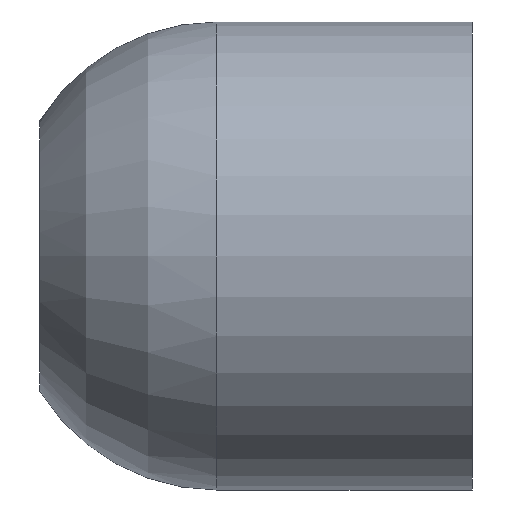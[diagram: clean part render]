
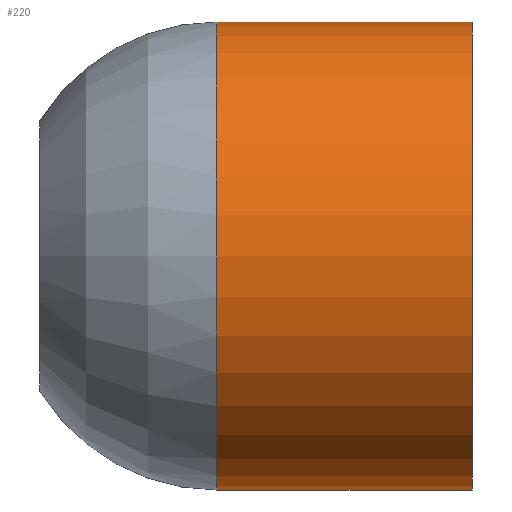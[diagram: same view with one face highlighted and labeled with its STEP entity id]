
A CAD part, left-side view. The second image highlights one B-rep face of the part: STEP entity #220.
In plain terms, the highlighted cylindrical face has radius 27.5 mm (diameter 55 mm), a partial arc.
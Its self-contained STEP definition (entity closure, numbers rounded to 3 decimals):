
#2 = ORIENTED_EDGE ( 'NONE', *, *, #310, .T. ) ;
#3 = CARTESIAN_POINT ( 'NONE',  ( 0., 0., 0. ) ) ;
#4 = ORIENTED_EDGE ( 'NONE', *, *, #139, .F. ) ;
#11 = VERTEX_POINT ( 'NONE', #258 ) ;
#24 = LINE ( 'NONE', #279, #47 ) ;
#27 = EDGE_LOOP ( 'NONE', ( #4, #2, #246, #123 ) ) ;
#47 = VECTOR ( 'NONE', #54, 1000. ) ;
#49 = CIRCLE ( 'NONE', #275, 27.5 ) ;
#54 = DIRECTION ( 'NONE',  ( 0., -1., 0. ) ) ;
#57 = CARTESIAN_POINT ( 'NONE',  ( 0., 0., 0. ) ) ;
#61 = CARTESIAN_POINT ( 'NONE',  ( 0., 30., 27.5 ) ) ;
#71 = AXIS2_PLACEMENT_3D ( 'NONE', #3, #169, #164 ) ;
#101 = CIRCLE ( 'NONE', #177, 27.5 ) ;
#123 = ORIENTED_EDGE ( 'NONE', *, *, #162, .F. ) ;
#129 = VERTEX_POINT ( 'NONE', #294 ) ;
#134 = CARTESIAN_POINT ( 'NONE',  ( 0., 0., -27.5 ) ) ;
#137 = CARTESIAN_POINT ( 'NONE',  ( 0., 0., -27.5 ) ) ;
#139 = EDGE_CURVE ( 'NONE', #283, #129, #24, .T. ) ;
#153 = EDGE_CURVE ( 'NONE', #11, #299, #322, .T. ) ;
#162 = EDGE_CURVE ( 'NONE', #129, #299, #101, .T. ) ;
#164 = DIRECTION ( 'NONE',  ( 0., 0., -1. ) ) ;
#169 = DIRECTION ( 'NONE',  ( 0., -1., 0. ) ) ;
#177 = AXIS2_PLACEMENT_3D ( 'NONE', #57, #324, #186 ) ;
#186 = DIRECTION ( 'NONE',  ( 0., 0., -1. ) ) ;
#191 = DIRECTION ( 'NONE',  ( 0., -1., 0. ) ) ;
#192 = VECTOR ( 'NONE', #248, 1000. ) ;
#220 = ADVANCED_FACE ( 'NONE', ( #243 ), #296, .T. ) ;
#243 = FACE_OUTER_BOUND ( 'NONE', #27, .T. ) ;
#246 = ORIENTED_EDGE ( 'NONE', *, *, #153, .T. ) ;
#248 = DIRECTION ( 'NONE',  ( 0., -1., 0. ) ) ;
#258 = CARTESIAN_POINT ( 'NONE',  ( 0., 30., -27.5 ) ) ;
#275 = AXIS2_PLACEMENT_3D ( 'NONE', #352, #191, #298 ) ;
#279 = CARTESIAN_POINT ( 'NONE',  ( 0., 0., 27.5 ) ) ;
#283 = VERTEX_POINT ( 'NONE', #61 ) ;
#294 = CARTESIAN_POINT ( 'NONE',  ( 0., 0., 27.5 ) ) ;
#296 = CYLINDRICAL_SURFACE ( 'NONE', #71, 27.5 ) ;
#298 = DIRECTION ( 'NONE',  ( 0., 0., -1. ) ) ;
#299 = VERTEX_POINT ( 'NONE', #134 ) ;
#310 = EDGE_CURVE ( 'NONE', #283, #11, #49, .T. ) ;
#322 = LINE ( 'NONE', #137, #192 ) ;
#324 = DIRECTION ( 'NONE',  ( 0., -1., 0. ) ) ;
#352 = CARTESIAN_POINT ( 'NONE',  ( 0., 30., 0. ) ) ;
